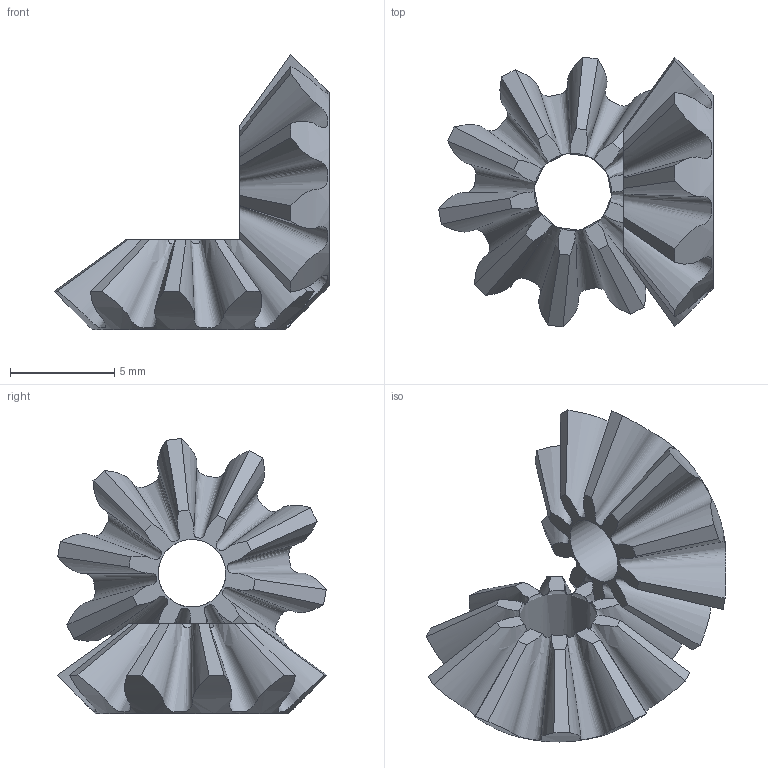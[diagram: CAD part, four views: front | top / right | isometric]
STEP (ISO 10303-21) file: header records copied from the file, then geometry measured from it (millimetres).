
FILE_DESCRIPTION(('FreeCAD Model'),'2;1');
FILE_NAME('Open CASCADE Shape Model','2025-04-17T09:23:53',('FreeCAD'),( 'FreeCAD'),'Open CASCADE STEP processor 7.6','FreeCAD','Unknown');
FILE_SCHEMA(('AUTOMOTIVE_DESIGN { 1 0 10303 214 1 1 1 1 }'));
Length unit declared in the file: millimetre
Products named in the file (1): Open CASCADE STEP translator 7.6 1
Bounding box: 13.17 x 12.94 x 13.2 mm (x, y, z)
Volume: 426.9 mm3; surface area: 767.5 mm2
Topology: 2 solids, 2 shells, 57 faces, 167 edges, 113 vertices
Faces by surface type: bspline 57
Entity records: 13448 total; most frequent: CARTESIAN_POINT 12498, ORIENTED_EDGE 334, EDGE_CURVE 167, VERTEX_POINT 113, B_SPLINE_CURVE_WITH_KNOTS 107, FACE_BOUND 60, EDGE_LOOP 60, ADVANCED_FACE 57
